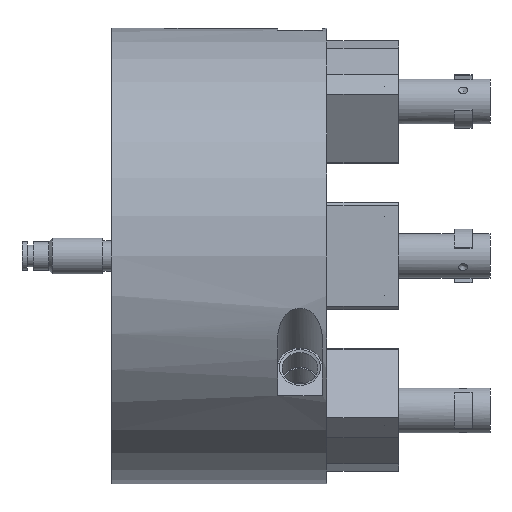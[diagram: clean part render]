
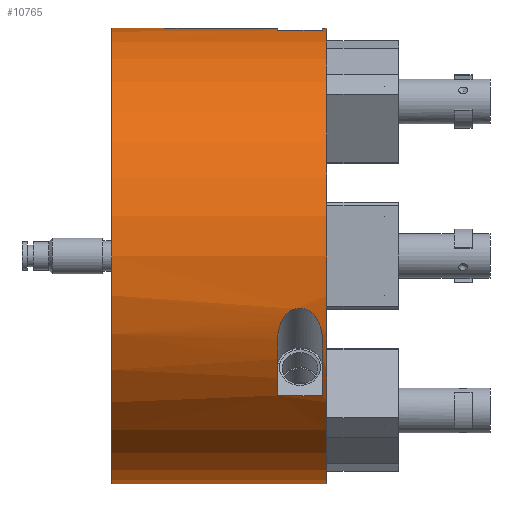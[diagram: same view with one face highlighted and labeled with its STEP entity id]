
A CAD part, front view. The second image highlights one B-rep face of the part: STEP entity #10765.
In plain terms, the highlighted cylindrical face has radius 127 mm (diameter 254 mm), a full revolution.
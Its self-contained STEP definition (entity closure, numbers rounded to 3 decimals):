
#56=B_SPLINE_CURVE_WITH_KNOTS('',3,(#15255,#15256,#15257,#15258,#15259,
#15260,#15261,#15262,#15263,#15264,#15265,#15266,#15267,#15268),
 .UNSPECIFIED.,.F.,.F.,(4,1,1,1,1,1,1,1,1,1,1,4),(0.,
0.006,0.012,0.018,0.021,
0.024,0.027,0.03,0.034,
0.037,0.043,0.049),.UNSPECIFIED.);
#57=B_SPLINE_CURVE_WITH_KNOTS('',3,(#15276,#15277,#15278,#15279,#15280,
#15281,#15282,#15283,#15284,#15285,#15286,#15287,#15288,#15289),
 .UNSPECIFIED.,.F.,.F.,(4,1,1,1,1,1,1,1,1,1,1,4),(0.,
0.006,0.012,0.018,0.021,
0.024,0.027,0.03,0.034,
0.037,0.043,0.049),.UNSPECIFIED.);
#58=B_SPLINE_CURVE_WITH_KNOTS('',3,(#15297,#15298,#15299,#15300,#15301,
#15302,#15303,#15304,#15305,#15306,#15307,#15308,#15309,#15310),
 .UNSPECIFIED.,.F.,.F.,(4,1,1,1,1,1,1,1,1,1,1,4),(0.,
0.006,0.012,0.018,0.021,
0.024,0.027,0.03,0.034,
0.037,0.043,0.049),.UNSPECIFIED.);
#475=CIRCLE('',#11541,127.);
#476=CIRCLE('',#11542,127.);
#477=CIRCLE('',#11543,127.);
#478=CIRCLE('',#11544,127.);
#479=CIRCLE('',#11545,127.);
#480=CIRCLE('',#11546,127.);
#481=CIRCLE('',#11547,127.);
#482=CIRCLE('',#11548,127.);
#825=CYLINDRICAL_SURFACE('',#11540,127.);
#1518=ORIENTED_EDGE('',*,*,#2956,.T.);
#1519=ORIENTED_EDGE('',*,*,#2957,.F.);
#1520=ORIENTED_EDGE('',*,*,#2958,.T.);
#1521=ORIENTED_EDGE('',*,*,#2959,.F.);
#1522=ORIENTED_EDGE('',*,*,#2960,.T.);
#1523=ORIENTED_EDGE('',*,*,#2961,.F.);
#1524=ORIENTED_EDGE('',*,*,#2962,.T.);
#1525=ORIENTED_EDGE('',*,*,#2963,.F.);
#1526=ORIENTED_EDGE('',*,*,#2964,.T.);
#1527=ORIENTED_EDGE('',*,*,#2965,.F.);
#1528=ORIENTED_EDGE('',*,*,#2966,.T.);
#1529=ORIENTED_EDGE('',*,*,#2967,.F.);
#1530=ORIENTED_EDGE('',*,*,#2968,.T.);
#1531=ORIENTED_EDGE('',*,*,#2969,.F.);
#2956=EDGE_CURVE('',#3753,#3753,#475,.T.);
#2957=EDGE_CURVE('',#3754,#3754,#476,.T.);
#2958=EDGE_CURVE('',#3755,#3756,#477,.T.);
#2959=EDGE_CURVE('',#3757,#3756,#4262,.T.);
#2960=EDGE_CURVE('',#3757,#3758,#478,.T.);
#2961=EDGE_CURVE('',#3755,#3758,#56,.T.);
#2962=EDGE_CURVE('',#3759,#3760,#479,.T.);
#2963=EDGE_CURVE('',#3761,#3760,#4263,.T.);
#2964=EDGE_CURVE('',#3761,#3762,#480,.T.);
#2965=EDGE_CURVE('',#3759,#3762,#57,.T.);
#2966=EDGE_CURVE('',#3763,#3764,#481,.T.);
#2967=EDGE_CURVE('',#3765,#3764,#4264,.T.);
#2968=EDGE_CURVE('',#3765,#3766,#482,.T.);
#2969=EDGE_CURVE('',#3763,#3766,#58,.T.);
#3753=VERTEX_POINT('',#15245);
#3754=VERTEX_POINT('',#15247);
#3755=VERTEX_POINT('',#15249);
#3756=VERTEX_POINT('',#15250);
#3757=VERTEX_POINT('',#15252);
#3758=VERTEX_POINT('',#15254);
#3759=VERTEX_POINT('',#15270);
#3760=VERTEX_POINT('',#15271);
#3761=VERTEX_POINT('',#15273);
#3762=VERTEX_POINT('',#15275);
#3763=VERTEX_POINT('',#15291);
#3764=VERTEX_POINT('',#15292);
#3765=VERTEX_POINT('',#15294);
#3766=VERTEX_POINT('',#15296);
#4262=LINE('',#15251,#4517);
#4263=LINE('',#15272,#4518);
#4264=LINE('',#15293,#4519);
#4517=VECTOR('',#13112,1000.);
#4518=VECTOR('',#13117,1000.);
#4519=VECTOR('',#13122,1000.);
#5047=EDGE_LOOP('',(#1518));
#5048=EDGE_LOOP('',(#1519));
#5049=EDGE_LOOP('',(#1520,#1521,#1522,#1523));
#5050=EDGE_LOOP('',(#1524,#1525,#1526,#1527));
#5051=EDGE_LOOP('',(#1528,#1529,#1530,#1531));
#6003=FACE_BOUND('',#5047,.T.);
#6004=FACE_BOUND('',#5048,.T.);
#6005=FACE_BOUND('',#5049,.T.);
#6006=FACE_BOUND('',#5050,.T.);
#6007=FACE_BOUND('',#5051,.T.);
#10765=ADVANCED_FACE('',(#6003,#6004,#6005,#6006,#6007),#825,.T.);
#11540=AXIS2_PLACEMENT_3D('',#15243,#13104,#13105);
#11541=AXIS2_PLACEMENT_3D('',#15244,#13106,#13107);
#11542=AXIS2_PLACEMENT_3D('',#15246,#13108,#13109);
#11543=AXIS2_PLACEMENT_3D('',#15248,#13110,#13111);
#11544=AXIS2_PLACEMENT_3D('',#15253,#13113,#13114);
#11545=AXIS2_PLACEMENT_3D('',#15269,#13115,#13116);
#11546=AXIS2_PLACEMENT_3D('',#15274,#13118,#13119);
#11547=AXIS2_PLACEMENT_3D('',#15290,#13120,#13121);
#11548=AXIS2_PLACEMENT_3D('',#15295,#13123,#13124);
#13104=DIRECTION('',(-1.,0.,0.));
#13105=DIRECTION('',(0.,0.,-1.));
#13106=DIRECTION('',(1.,0.,0.));
#13107=DIRECTION('',(0.,0.,-1.));
#13108=DIRECTION('',(1.,0.,0.));
#13109=DIRECTION('',(0.,0.,-1.));
#13110=DIRECTION('',(1.,0.,0.));
#13111=DIRECTION('',(0.,1.,0.));
#13112=DIRECTION('',(1.,0.,0.));
#13113=DIRECTION('',(-1.,0.,0.));
#13114=DIRECTION('',(0.,0.,1.));
#13115=DIRECTION('',(1.,0.,0.));
#13116=DIRECTION('',(0.,0.,-1.));
#13117=DIRECTION('',(1.,0.,0.));
#13118=DIRECTION('',(-1.,0.,0.));
#13119=DIRECTION('',(0.,0.,1.));
#13120=DIRECTION('',(1.,0.,0.));
#13121=DIRECTION('',(0.,0.,-1.));
#13122=DIRECTION('',(1.,0.,0.));
#13123=DIRECTION('',(-1.,0.,0.));
#13124=DIRECTION('',(0.,0.,1.));
#15243=CARTESIAN_POINT('',(-58.491,0.,0.));
#15244=CARTESIAN_POINT('',(-120.,0.,0.));
#15245=CARTESIAN_POINT('',(-120.,0.,-127.));
#15246=CARTESIAN_POINT('',(0.,0.,0.));
#15247=CARTESIAN_POINT('',(0.,0.,-127.));
#15248=CARTESIAN_POINT('',(-2.5,0.,0.));
#15249=CARTESIAN_POINT('',(-2.5,99.5,-78.922));
#15250=CARTESIAN_POINT('',(-2.5,117.58,-48.));
#15251=CARTESIAN_POINT('',(10.369,117.58,-48.));
#15252=CARTESIAN_POINT('',(-27.5,117.58,-48.));
#15253=CARTESIAN_POINT('',(-27.5,0.,0.));
#15254=CARTESIAN_POINT('',(-27.5,99.5,-78.922));
#15255=CARTESIAN_POINT('',(-2.5,99.5,-78.922));
#15256=CARTESIAN_POINT('',(-2.5,98.218,-80.538));
#15257=CARTESIAN_POINT('',(-2.88,95.626,-83.647));
#15258=CARTESIAN_POINT('',(-4.898,91.632,-87.995));
#15259=CARTESIAN_POINT('',(-8.196,88.713,-90.893));
#15260=CARTESIAN_POINT('',(-11.873,87.27,-92.267));
#15261=CARTESIAN_POINT('',(-14.96,86.87,-92.642));
#15262=CARTESIAN_POINT('',(-18.062,87.252,-92.284));
#15263=CARTESIAN_POINT('',(-20.832,88.322,-91.265));
#15264=CARTESIAN_POINT('',(-23.095,89.856,-89.759));
#15265=CARTESIAN_POINT('',(-25.411,92.261,-87.307));
#15266=CARTESIAN_POINT('',(-27.108,95.574,-83.708));
#15267=CARTESIAN_POINT('',(-27.5,98.215,-80.542));
#15268=CARTESIAN_POINT('',(-27.5,99.5,-78.922));
#15269=CARTESIAN_POINT('',(-2.5,0.,0.));
#15270=CARTESIAN_POINT('',(-2.5,-118.099,-46.708));
#15271=CARTESIAN_POINT('',(-2.5,-100.359,-77.827));
#15272=CARTESIAN_POINT('',(10.369,-100.359,-77.827));
#15273=CARTESIAN_POINT('',(-27.5,-100.359,-77.827));
#15274=CARTESIAN_POINT('',(-27.5,0.,0.));
#15275=CARTESIAN_POINT('',(-27.5,-118.099,-46.708));
#15276=CARTESIAN_POINT('',(-2.5,-118.099,-46.708));
#15277=CARTESIAN_POINT('',(-2.5,-118.857,-44.79));
#15278=CARTESIAN_POINT('',(-2.88,-120.253,-40.991));
#15279=CARTESIAN_POINT('',(-4.898,-122.022,-35.358));
#15280=CARTESIAN_POINT('',(-8.196,-123.072,-31.381));
#15281=CARTESIAN_POINT('',(-11.873,-123.541,-29.444));
#15282=CARTESIAN_POINT('',(-14.96,-123.665,-28.91));
#15283=CARTESIAN_POINT('',(-18.062,-123.546,-29.421));
#15284=CARTESIAN_POINT('',(-20.832,-123.199,-30.857));
#15285=CARTESIAN_POINT('',(-23.095,-122.662,-32.938));
#15286=CARTESIAN_POINT('',(-25.411,-121.741,-36.247));
#15287=CARTESIAN_POINT('',(-27.108,-120.28,-40.916));
#15288=CARTESIAN_POINT('',(-27.5,-118.859,-44.786));
#15289=CARTESIAN_POINT('',(-27.5,-118.099,-46.708));
#15290=CARTESIAN_POINT('',(-2.5,0.,0.));
#15291=CARTESIAN_POINT('',(-2.5,18.599,125.631));
#15292=CARTESIAN_POINT('',(-2.5,-17.221,125.827));
#15293=CARTESIAN_POINT('',(10.369,-17.221,125.827));
#15294=CARTESIAN_POINT('',(-27.5,-17.221,125.827));
#15295=CARTESIAN_POINT('',(-27.5,0.,0.));
#15296=CARTESIAN_POINT('',(-27.5,18.599,125.631));
#15297=CARTESIAN_POINT('',(-2.5,18.599,125.631));
#15298=CARTESIAN_POINT('',(-2.5,20.639,125.329));
#15299=CARTESIAN_POINT('',(-2.88,24.627,124.638));
#15300=CARTESIAN_POINT('',(-4.898,30.39,123.353));
#15301=CARTESIAN_POINT('',(-8.196,34.36,122.274));
#15302=CARTESIAN_POINT('',(-11.873,36.271,121.712));
#15303=CARTESIAN_POINT('',(-14.96,36.796,121.552));
#15304=CARTESIAN_POINT('',(-18.062,36.294,121.705));
#15305=CARTESIAN_POINT('',(-20.832,34.877,122.122));
#15306=CARTESIAN_POINT('',(-23.095,32.806,122.698));
#15307=CARTESIAN_POINT('',(-25.411,29.48,123.554));
#15308=CARTESIAN_POINT('',(-27.108,24.706,124.624));
#15309=CARTESIAN_POINT('',(-27.5,20.644,125.328));
#15310=CARTESIAN_POINT('',(-27.5,18.599,125.631));
